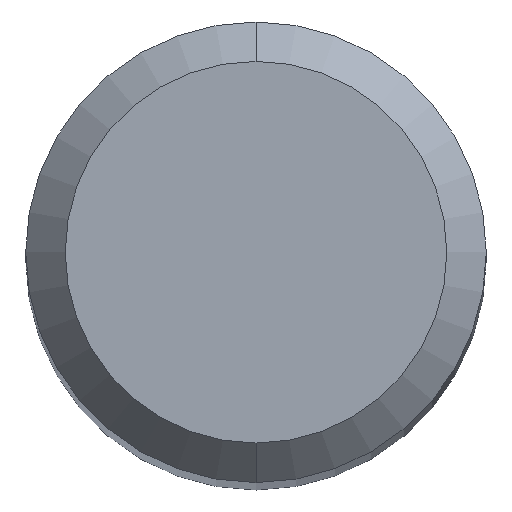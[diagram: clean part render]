
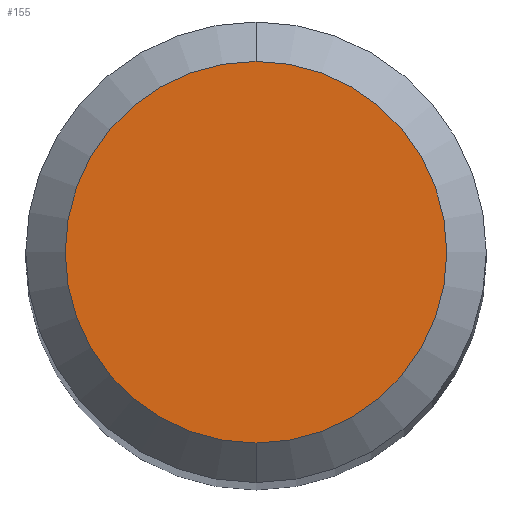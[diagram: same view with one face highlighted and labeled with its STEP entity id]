
A CAD part, top view. The second image highlights one B-rep face of the part: STEP entity #155.
In plain terms, the highlighted planar face has unit normal (0, 0, 1).
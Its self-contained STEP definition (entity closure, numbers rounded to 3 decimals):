
#155=ADVANCED_FACE('',(#387),#388,.T.);
#189=EDGE_CURVE('',#255,#193,#428,.T.);
#193=VERTEX_POINT('',#432);
#255=VERTEX_POINT('',#499);
#295=EDGE_CURVE('',#193,#255,#544,.T.);
#387=FACE_OUTER_BOUND('',#646,.T.);
#388=PLANE('',#647);
#428=CIRCLE('',#703,1.45);
#432=CARTESIAN_POINT('',(0.,-1.45,0.0));
#499=CARTESIAN_POINT('',(0.0,1.45,0.0));
#544=CIRCLE('',#853,1.45);
#646=EDGE_LOOP('',(#949,#950));
#647=AXIS2_PLACEMENT_3D('',#951,#952,#953);
#703=AXIS2_PLACEMENT_3D('',#1009,#1010,#1011);
#853=AXIS2_PLACEMENT_3D('',#1144,#1145,#1146);
#949=ORIENTED_EDGE('',*,*,#189,.F.);
#950=ORIENTED_EDGE('',*,*,#295,.F.);
#951=CARTESIAN_POINT('',(0.0,0.725,0.0));
#952=DIRECTION('',(-0.0,0.0,1.0));
#953=DIRECTION('',(0.0,-1.0,0.0));
#1009=CARTESIAN_POINT('',(0.0,0.0,0.0));
#1010=DIRECTION('',(0.0,0.0,-1.0));
#1011=DIRECTION('',(0.0,1.0,0.0));
#1144=CARTESIAN_POINT('',(0.0,0.0,0.0));
#1145=DIRECTION('',(0.0,0.0,-1.0));
#1146=DIRECTION('',(0.0,1.0,0.0));
